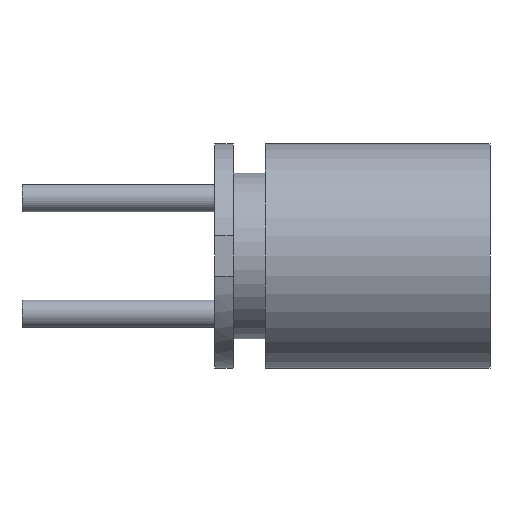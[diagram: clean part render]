
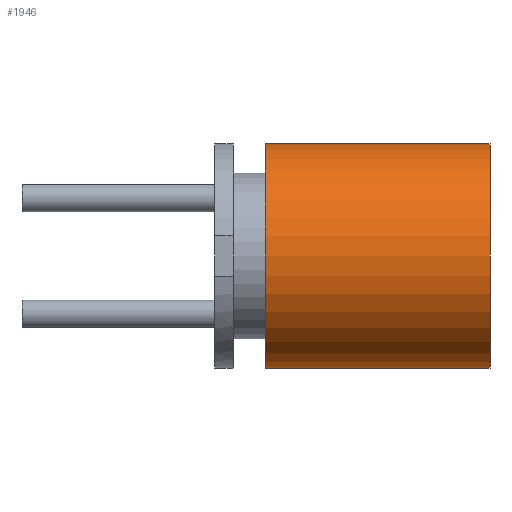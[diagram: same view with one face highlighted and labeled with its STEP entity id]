
A CAD part, front view. The second image highlights one B-rep face of the part: STEP entity #1946.
In plain terms, the highlighted cylindrical face has radius 2.1 mm (diameter 4.2 mm), a partial arc.
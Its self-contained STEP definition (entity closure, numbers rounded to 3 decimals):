
#119 = EDGE_CURVE ( 'NONE', #1894, #407, #2045, .T. ) ;
#180 = CIRCLE ( 'NONE', #1370, 2.1 ) ;
#336 = EDGE_CURVE ( 'NONE', #958, #2174, #180, .T. ) ;
#337 = LINE ( 'NONE', #807, #1070 ) ;
#407 = VERTEX_POINT ( 'NONE', #897 ) ;
#591 = EDGE_CURVE ( 'NONE', #2174, #407, #1952, .T. ) ;
#601 = DIRECTION ( 'NONE',  ( 0., 0., 1. ) ) ;
#646 = EDGE_CURVE ( 'NONE', #958, #1894, #337, .T. ) ;
#713 = CARTESIAN_POINT ( 'NONE',  ( -2.1, 0., -4.2 ) ) ;
#776 = DIRECTION ( 'NONE',  ( 0., 0., 1. ) ) ;
#807 = CARTESIAN_POINT ( 'NONE',  ( -2.1, 0., -4.2 ) ) ;
#897 = CARTESIAN_POINT ( 'NONE',  ( 2.1, 0., 0. ) ) ;
#917 = CYLINDRICAL_SURFACE ( 'NONE', #1993, 2.1 ) ;
#919 = DIRECTION ( 'NONE',  ( 1., 0., 0. ) ) ;
#958 = VERTEX_POINT ( 'NONE', #713 ) ;
#964 = ORIENTED_EDGE ( 'NONE', *, *, #591, .T. ) ;
#1065 = ORIENTED_EDGE ( 'NONE', *, *, #336, .T. ) ;
#1070 = VECTOR ( 'NONE', #1582, 1000. ) ;
#1081 = DIRECTION ( 'NONE',  ( 0., 0., 1. ) ) ;
#1106 = CARTESIAN_POINT ( 'NONE',  ( 0., 0., -4.2 ) ) ;
#1130 = AXIS2_PLACEMENT_3D ( 'NONE', #1804, #1781, #1203 ) ;
#1203 = DIRECTION ( 'NONE',  ( 1., 0., 0. ) ) ;
#1370 = AXIS2_PLACEMENT_3D ( 'NONE', #1481, #1081, #1863 ) ;
#1480 = CARTESIAN_POINT ( 'NONE',  ( -2.1, 0., 0. ) ) ;
#1481 = CARTESIAN_POINT ( 'NONE',  ( 0., 0., -4.2 ) ) ;
#1551 = FACE_OUTER_BOUND ( 'NONE', #1970, .T. ) ;
#1582 = DIRECTION ( 'NONE',  ( 0., 0., 1. ) ) ;
#1607 = ORIENTED_EDGE ( 'NONE', *, *, #646, .F. ) ;
#1781 = DIRECTION ( 'NONE',  ( 0., 0., 1. ) ) ;
#1804 = CARTESIAN_POINT ( 'NONE',  ( 0., 0., 0. ) ) ;
#1863 = DIRECTION ( 'NONE',  ( 1., 0., 0. ) ) ;
#1894 = VERTEX_POINT ( 'NONE', #1480 ) ;
#1900 = VECTOR ( 'NONE', #601, 1000. ) ;
#1946 = ADVANCED_FACE ( 'NONE', ( #1551 ), #917, .T. ) ;
#1952 = LINE ( 'NONE', #2152, #1900 ) ;
#1970 = EDGE_LOOP ( 'NONE', ( #1607, #1065, #964, #2032 ) ) ;
#1993 = AXIS2_PLACEMENT_3D ( 'NONE', #1106, #776, #919 ) ;
#2008 = CARTESIAN_POINT ( 'NONE',  ( 2.1, 0., -4.2 ) ) ;
#2032 = ORIENTED_EDGE ( 'NONE', *, *, #119, .F. ) ;
#2045 = CIRCLE ( 'NONE', #1130, 2.1 ) ;
#2152 = CARTESIAN_POINT ( 'NONE',  ( 2.1, 0., -4.2 ) ) ;
#2174 = VERTEX_POINT ( 'NONE', #2008 ) ;
